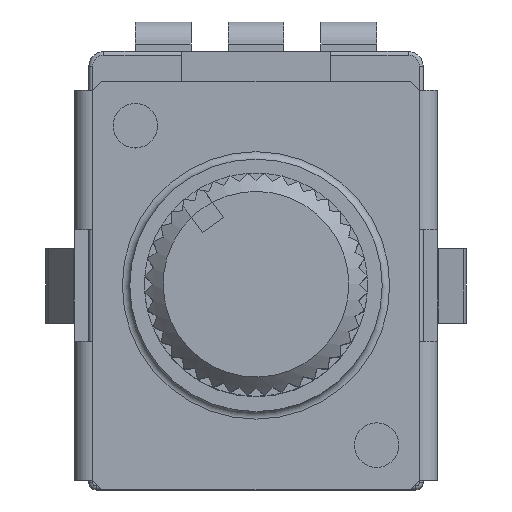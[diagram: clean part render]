
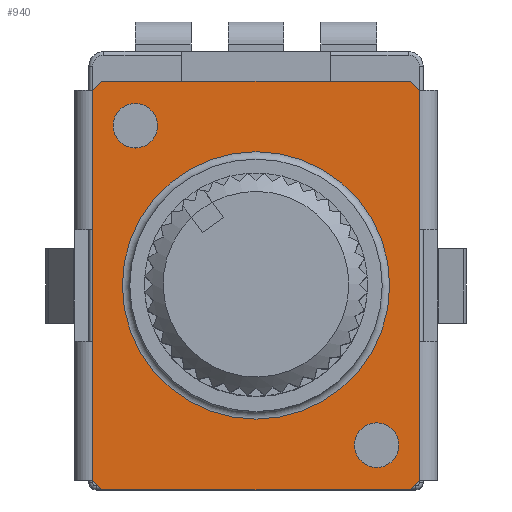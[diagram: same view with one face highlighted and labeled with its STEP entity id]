
A CAD part, top view. The second image highlights one B-rep face of the part: STEP entity #940.
In plain terms, the highlighted planar face has unit normal (0, 0, 1).
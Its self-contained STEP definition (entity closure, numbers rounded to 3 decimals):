
#940=ADVANCED_FACE('',(#4910,#4912,#4914,#4916),#4918,.T.);
#4910=FACE_BOUND('',#4911,.T.);
#4911=EDGE_LOOP('',(#8503,#8504,#8505,#8506,#8507,#8508,#8509,#8510,#8511,#8512,
#8513,#8514));
#4912=FACE_BOUND('',#4913,.T.);
#4913=EDGE_LOOP('',(#8515));
#4914=FACE_BOUND('',#4915,.T.);
#4915=EDGE_LOOP('',(#8516));
#4916=FACE_BOUND('',#4917,.T.);
#4917=EDGE_LOOP('',(#8517));
#4918=PLANE('',#4919);
#4919=AXIS2_PLACEMENT_3D('',#4920,#4921,#4922);
#4920=CARTESIAN_POINT('',(0.,0.,6.8));
#4921=DIRECTION('',(0.,0.,1.));
#4922=DIRECTION('',(1.,0.,0.));
#8503=ORIENTED_EDGE('',*,*,#10448,.T.);
#8504=ORIENTED_EDGE('',*,*,#10449,.T.);
#8505=ORIENTED_EDGE('',*,*,#10450,.T.);
#8506=ORIENTED_EDGE('',*,*,#10451,.T.);
#8507=ORIENTED_EDGE('',*,*,#10452,.T.);
#8508=ORIENTED_EDGE('',*,*,#10453,.T.);
#8509=ORIENTED_EDGE('',*,*,#10454,.T.);
#8510=ORIENTED_EDGE('',*,*,#10455,.T.);
#8511=ORIENTED_EDGE('',*,*,#10456,.T.);
#8512=ORIENTED_EDGE('',*,*,#10457,.T.);
#8513=ORIENTED_EDGE('',*,*,#10458,.T.);
#8514=ORIENTED_EDGE('',*,*,#10459,.T.);
#8515=ORIENTED_EDGE('',*,*,#10460,.T.);
#8516=ORIENTED_EDGE('',*,*,#10461,.T.);
#8517=ORIENTED_EDGE('',*,*,#10462,.F.);
#10448=EDGE_CURVE('',#11687,#11688,#11689,.F.);
#10449=EDGE_CURVE('',#11688,#11690,#11691,.T.);
#10450=EDGE_CURVE('',#11690,#11692,#11693,.T.);
#10451=EDGE_CURVE('',#11692,#11694,#11695,.T.);
#10452=EDGE_CURVE('',#11694,#11696,#11697,.T.);
#10453=EDGE_CURVE('',#11696,#11698,#11699,.T.);
#10454=EDGE_CURVE('',#11698,#11700,#11701,.F.);
#10455=EDGE_CURVE('',#11700,#11702,#11703,.T.);
#10456=EDGE_CURVE('',#11702,#11704,#11705,.T.);
#10457=EDGE_CURVE('',#11704,#11706,#11707,.T.);
#10458=EDGE_CURVE('',#11706,#11708,#11709,.T.);
#10459=EDGE_CURVE('',#11708,#11687,#11710,.T.);
#10460=EDGE_CURVE('',#11711,#11711,#11712,.F.);
#10461=EDGE_CURVE('',#11713,#11713,#11714,.F.);
#10462=EDGE_CURVE('',#11715,#11715,#11716,.T.);
#11687=VERTEX_POINT('',#13963);
#11688=VERTEX_POINT('',#13964);
#11689=LINE('',#13965,#13966);
#11690=VERTEX_POINT('',#13968);
#11691=LINE('',#13969,#13970);
#11692=VERTEX_POINT('',#13972);
#11693=LINE('',#13973,#13974);
#11694=VERTEX_POINT('',#13976);
#11695=LINE('',#13977,#13978);
#11696=VERTEX_POINT('',#13980);
#11697=LINE('',#13981,#13982);
#11698=VERTEX_POINT('',#13984);
#11699=LINE('',#13985,#13986);
#11700=VERTEX_POINT('',#13988);
#11701=LINE('',#13989,#13990);
#11702=VERTEX_POINT('',#13992);
#11703=LINE('',#13993,#13994);
#11704=VERTEX_POINT('',#13996);
#11705=LINE('',#13997,#13998);
#11706=VERTEX_POINT('',#14000);
#11707=LINE('',#14001,#14002);
#11708=VERTEX_POINT('',#14004);
#11709=LINE('',#14005,#14006);
#11710=LINE('',#14008,#14009);
#11711=VERTEX_POINT('',#14011);
#11712=CIRCLE('',#14012,0.6);
#11713=VERTEX_POINT('',#14016);
#11714=CIRCLE('',#14017,0.6);
#11715=VERTEX_POINT('',#14021);
#11716=CIRCLE('',#14022,3.6);
#13963=CARTESIAN_POINT('',(4.4,-1.5,6.8));
#13964=CARTESIAN_POINT('',(4.4,1.5,6.8));
#13965=CARTESIAN_POINT('',(4.4,1.5,6.8));
#13966=VECTOR('',#13967,1.);
#13967=DIRECTION('',(0.,-1.,0.));
#13968=CARTESIAN_POINT('',(4.4,5.25,6.8));
#13969=CARTESIAN_POINT('',(4.4,1.5,6.8));
#13970=VECTOR('',#13971,1.);
#13971=DIRECTION('',(0.,1.,0.));
#13972=CARTESIAN_POINT('',(4.15,5.5,6.8));
#13973=CARTESIAN_POINT('',(4.4,5.25,6.8));
#13974=VECTOR('',#13975,1.);
#13975=DIRECTION('',(-0.707,0.707,0.));
#13976=CARTESIAN_POINT('',(-4.15,5.5,6.8));
#13977=CARTESIAN_POINT('',(4.15,5.5,6.8));
#13978=VECTOR('',#13979,1.);
#13979=DIRECTION('',(-1.,0.,0.));
#13980=CARTESIAN_POINT('',(-4.4,5.25,6.8));
#13981=CARTESIAN_POINT('',(-4.15,5.5,6.8));
#13982=VECTOR('',#13983,1.);
#13983=DIRECTION('',(-0.707,-0.707,0.));
#13984=CARTESIAN_POINT('',(-4.4,1.5,6.8));
#13985=CARTESIAN_POINT('',(-4.4,5.25,6.8));
#13986=VECTOR('',#13987,1.);
#13987=DIRECTION('',(0.,-1.,0.));
#13988=CARTESIAN_POINT('',(-4.4,-1.5,6.8));
#13989=CARTESIAN_POINT('',(-4.4,-1.5,6.8));
#13990=VECTOR('',#13991,1.);
#13991=DIRECTION('',(0.,1.,0.));
#13992=CARTESIAN_POINT('',(-4.4,-5.25,6.8));
#13993=CARTESIAN_POINT('',(-4.4,-1.5,6.8));
#13994=VECTOR('',#13995,1.);
#13995=DIRECTION('',(0.,-1.,0.));
#13996=CARTESIAN_POINT('',(-4.15,-5.5,6.8));
#13997=CARTESIAN_POINT('',(-4.4,-5.25,6.8));
#13998=VECTOR('',#13999,1.);
#13999=DIRECTION('',(0.707,-0.707,0.));
#14000=CARTESIAN_POINT('',(4.15,-5.5,6.8));
#14001=CARTESIAN_POINT('',(-4.15,-5.5,6.8));
#14002=VECTOR('',#14003,1.);
#14003=DIRECTION('',(1.,0.,0.));
#14004=CARTESIAN_POINT('',(4.4,-5.25,6.8));
#14005=CARTESIAN_POINT('',(4.15,-5.5,6.8));
#14006=VECTOR('',#14007,1.);
#14007=DIRECTION('',(0.707,0.707,0.));
#14008=CARTESIAN_POINT('',(4.4,-5.25,6.8));
#14009=VECTOR('',#14010,1.);
#14010=DIRECTION('',(0.,1.,0.));
#14011=CARTESIAN_POINT('',(-2.65,4.3,6.8));
#14012=AXIS2_PLACEMENT_3D('',#14013,#14014,#14015);
#14013=CARTESIAN_POINT('',(-3.25,4.3,6.8));
#14014=DIRECTION('',(0.,0.,1.));
#14015=DIRECTION('',(1.,0.,0.));
#14016=CARTESIAN_POINT('',(3.85,-4.3,6.8));
#14017=AXIS2_PLACEMENT_3D('',#14018,#14019,#14020);
#14018=CARTESIAN_POINT('',(3.25,-4.3,6.8));
#14019=DIRECTION('',(0.,0.,1.));
#14020=DIRECTION('',(1.,0.,0.));
#14021=CARTESIAN_POINT('',(3.6,0.,6.8));
#14022=AXIS2_PLACEMENT_3D('',#14023,#14024,#14025);
#14023=CARTESIAN_POINT('',(0.,0.,6.8));
#14024=DIRECTION('',(0.,0.,1.));
#14025=DIRECTION('',(1.,0.,0.));
